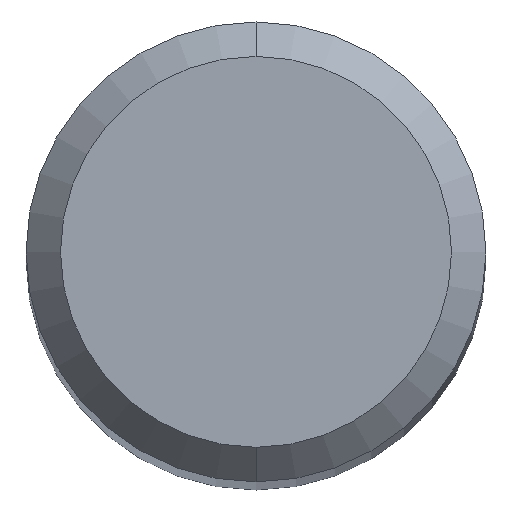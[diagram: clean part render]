
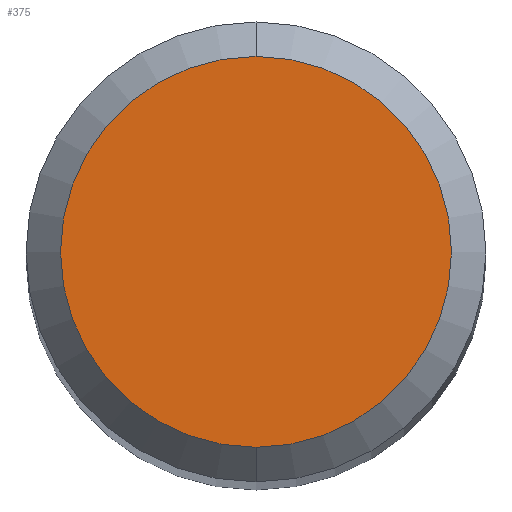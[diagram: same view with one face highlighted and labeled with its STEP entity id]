
A CAD part, top view. The second image highlights one B-rep face of the part: STEP entity #375.
In plain terms, the highlighted planar face has unit normal (0, 0, 1).
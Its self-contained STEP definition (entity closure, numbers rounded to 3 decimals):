
#375=ADVANCED_FACE('',(#1032),#1033,.T.);
#627=EDGE_CURVE('',#721,#893,#1313,.T.);
#695=EDGE_CURVE('',#893,#721,#1388,.T.);
#721=VERTEX_POINT('',#1417);
#893=VERTEX_POINT('',#1602);
#1032=FACE_OUTER_BOUND('',#1885,.T.);
#1033=PLANE('',#1886);
#1313=CIRCLE('',#3028,1.7);
#1388=CIRCLE('',#3377,1.7);
#1417=CARTESIAN_POINT('',(0.,-1.7,0.0));
#1602=CARTESIAN_POINT('',(0.0,1.7,0.0));
#1885=EDGE_LOOP('',(#4595,#4596));
#1886=AXIS2_PLACEMENT_3D('',#4597,#4598,#4599);
#3028=AXIS2_PLACEMENT_3D('',#4948,#4949,#4950);
#3377=AXIS2_PLACEMENT_3D('',#5027,#5028,#5029);
#4595=ORIENTED_EDGE('',*,*,#695,.F.);
#4596=ORIENTED_EDGE('',*,*,#627,.F.);
#4597=CARTESIAN_POINT('',(0.0,0.85,0.0));
#4598=DIRECTION('',(-0.0,0.0,1.0));
#4599=DIRECTION('',(0.0,-1.0,0.0));
#4948=CARTESIAN_POINT('',(0.0,0.0,0.0));
#4949=DIRECTION('',(0.0,0.0,-1.0));
#4950=DIRECTION('',(0.0,1.0,0.0));
#5027=CARTESIAN_POINT('',(0.0,0.0,0.0));
#5028=DIRECTION('',(0.0,0.0,-1.0));
#5029=DIRECTION('',(0.0,1.0,0.0));
